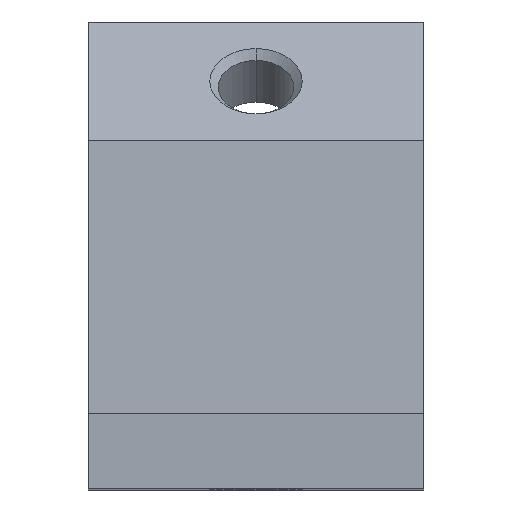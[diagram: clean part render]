
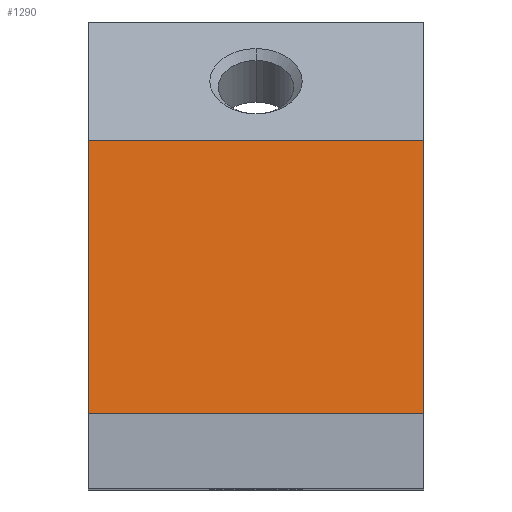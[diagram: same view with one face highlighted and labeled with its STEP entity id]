
A CAD part, top view. The second image highlights one B-rep face of the part: STEP entity #1290.
In plain terms, the highlighted planar face has unit normal (0, 0.924, 0.383).
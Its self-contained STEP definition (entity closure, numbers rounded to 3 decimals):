
#3 = VERTEX_POINT ( 'NONE', #67 ) ;
#7 = LINE ( 'NONE', #1051, #81 ) ;
#67 = CARTESIAN_POINT ( 'NONE',  ( 20., 41.719, -28.991 ) ) ;
#81 = VECTOR ( 'NONE', #839, 1000. ) ;
#101 = EDGE_CURVE ( 'NONE', #1344, #137, #378, .T. ) ;
#137 = VERTEX_POINT ( 'NONE', #1004 ) ;
#195 = DIRECTION ( 'NONE',  ( 0., -0.383, 0.924 ) ) ;
#253 = EDGE_LOOP ( 'NONE', ( #738, #542, #1173, #477 ) ) ;
#258 = CARTESIAN_POINT ( 'NONE',  ( 20., 9., 50. ) ) ;
#302 = EDGE_CURVE ( 'NONE', #3, #931, #7, .T. ) ;
#378 = LINE ( 'NONE', #258, #1065 ) ;
#432 = FACE_OUTER_BOUND ( 'NONE', #253, .T. ) ;
#473 = DIRECTION ( 'NONE',  ( -1., 0., 0. ) ) ;
#477 = ORIENTED_EDGE ( 'NONE', *, *, #302, .T. ) ;
#542 = ORIENTED_EDGE ( 'NONE', *, *, #101, .F. ) ;
#543 = EDGE_CURVE ( 'NONE', #931, #137, #1036, .T. ) ;
#738 = ORIENTED_EDGE ( 'NONE', *, *, #543, .T. ) ;
#743 = CARTESIAN_POINT ( 'NONE',  ( 20., 41.719, -28.991 ) ) ;
#803 = LINE ( 'NONE', #1154, #1048 ) ;
#839 = DIRECTION ( 'NONE',  ( -1., 0., 0. ) ) ;
#852 = PLANE ( 'NONE',  #863 ) ;
#863 = AXIS2_PLACEMENT_3D ( 'NONE', #743, #1168, #864 ) ;
#864 = DIRECTION ( 'NONE',  ( 0., 0.383, -0.924 ) ) ;
#891 = CARTESIAN_POINT ( 'NONE',  ( -20., 41.719, -28.991 ) ) ;
#931 = VERTEX_POINT ( 'NONE', #891 ) ;
#1004 = CARTESIAN_POINT ( 'NONE',  ( -20., 9., 50. ) ) ;
#1017 = EDGE_CURVE ( 'NONE', #3, #1344, #803, .T. ) ;
#1036 = LINE ( 'NONE', #1062, #1153 ) ;
#1048 = VECTOR ( 'NONE', #195, 1000. ) ;
#1050 = DIRECTION ( 'NONE',  ( 0., -0.383, 0.924 ) ) ;
#1051 = CARTESIAN_POINT ( 'NONE',  ( 20., 41.719, -28.991 ) ) ;
#1062 = CARTESIAN_POINT ( 'NONE',  ( -20., 41.719, -28.991 ) ) ;
#1065 = VECTOR ( 'NONE', #473, 1000. ) ;
#1153 = VECTOR ( 'NONE', #1050, 1000. ) ;
#1154 = CARTESIAN_POINT ( 'NONE',  ( 20., 41.719, -28.991 ) ) ;
#1168 = DIRECTION ( 'NONE',  ( 0., -0.924, -0.383 ) ) ;
#1173 = ORIENTED_EDGE ( 'NONE', *, *, #1017, .F. ) ;
#1290 = ADVANCED_FACE ( 'NONE', ( #432 ), #852, .F. ) ;
#1301 = CARTESIAN_POINT ( 'NONE',  ( 20., 9., 50. ) ) ;
#1344 = VERTEX_POINT ( 'NONE', #1301 ) ;
